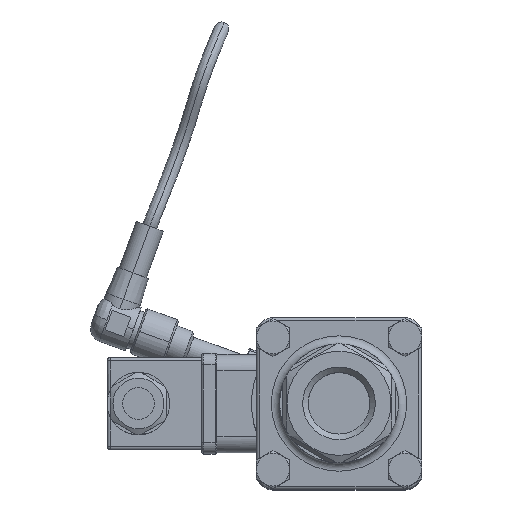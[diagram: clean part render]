
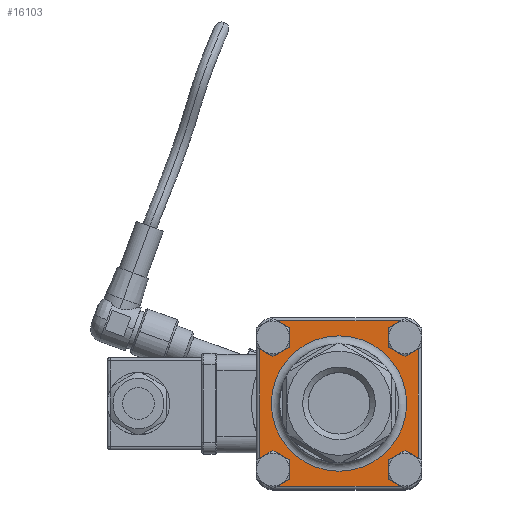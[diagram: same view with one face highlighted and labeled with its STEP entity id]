
A CAD part, top view. The second image highlights one B-rep face of the part: STEP entity #16103.
In plain terms, the highlighted planar face has unit normal (0, 0, 1).
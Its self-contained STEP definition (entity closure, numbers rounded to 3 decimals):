
#924=LINE('',#24599,#1927);
#925=LINE('',#24607,#1928);
#926=LINE('',#24615,#1929);
#927=LINE('',#24623,#1930);
#1927=VECTOR('',#19728,10.);
#1928=VECTOR('',#19735,10.);
#1929=VECTOR('',#19742,10.);
#1930=VECTOR('',#19749,10.);
#3704=FACE_BOUND('',#6030,.T.);
#3988=CIRCLE('',#17347,20.5);
#3990=CIRCLE('',#17350,4.45);
#3991=CIRCLE('',#17351,4.45);
#3992=CIRCLE('',#17352,4.45);
#3993=CIRCLE('',#17353,4.);
#3994=CIRCLE('',#17354,4.);
#3995=CIRCLE('',#17355,4.45);
#3996=CIRCLE('',#17356,4.45);
#3997=CIRCLE('',#17357,4.45);
#3998=CIRCLE('',#17358,4.45);
#3999=CIRCLE('',#17359,4.);
#4000=CIRCLE('',#17360,4.);
#4435=PLANE('',#17349);
#5087=FACE_OUTER_BOUND('',#6029,.T.);
#6029=EDGE_LOOP('',(#11918,#11919,#11920,#11921,#11922,#11923,#11924,#11925,
#11926,#11927,#11928,#11929,#11930,#11931,#11932));
#6030=EDGE_LOOP('',(#11933));
#7497=VERTEX_POINT('',#24591);
#7498=VERTEX_POINT('',#24595);
#7499=VERTEX_POINT('',#24596);
#7500=VERTEX_POINT('',#24598);
#7501=VERTEX_POINT('',#24600);
#7502=VERTEX_POINT('',#24602);
#7503=VERTEX_POINT('',#24604);
#7504=VERTEX_POINT('',#24606);
#7505=VERTEX_POINT('',#24608);
#7506=VERTEX_POINT('',#24610);
#7507=VERTEX_POINT('',#24612);
#7508=VERTEX_POINT('',#24614);
#7509=VERTEX_POINT('',#24616);
#7510=VERTEX_POINT('',#24618);
#7511=VERTEX_POINT('',#24620);
#7512=VERTEX_POINT('',#24622);
#9183=EDGE_CURVE('',#7497,#7497,#3988,.T.);
#9185=EDGE_CURVE('',#7498,#7499,#3990,.T.);
#9186=EDGE_CURVE('',#7500,#7499,#924,.T.);
#9187=EDGE_CURVE('',#7500,#7501,#3991,.T.);
#9188=EDGE_CURVE('',#7501,#7502,#3992,.T.);
#9189=EDGE_CURVE('',#7503,#7502,#3993,.T.);
#9190=EDGE_CURVE('',#7504,#7503,#925,.T.);
#9191=EDGE_CURVE('',#7505,#7504,#3994,.T.);
#9192=EDGE_CURVE('',#7505,#7506,#3995,.T.);
#9193=EDGE_CURVE('',#7506,#7507,#3996,.T.);
#9194=EDGE_CURVE('',#7508,#7507,#926,.T.);
#9195=EDGE_CURVE('',#7508,#7509,#3997,.T.);
#9196=EDGE_CURVE('',#7509,#7510,#3998,.T.);
#9197=EDGE_CURVE('',#7511,#7510,#3999,.T.);
#9198=EDGE_CURVE('',#7512,#7511,#927,.T.);
#9199=EDGE_CURVE('',#7498,#7512,#4000,.T.);
#11918=ORIENTED_EDGE('',*,*,#9185,.T.);
#11919=ORIENTED_EDGE('',*,*,#9186,.F.);
#11920=ORIENTED_EDGE('',*,*,#9187,.T.);
#11921=ORIENTED_EDGE('',*,*,#9188,.T.);
#11922=ORIENTED_EDGE('',*,*,#9189,.F.);
#11923=ORIENTED_EDGE('',*,*,#9190,.F.);
#11924=ORIENTED_EDGE('',*,*,#9191,.F.);
#11925=ORIENTED_EDGE('',*,*,#9192,.T.);
#11926=ORIENTED_EDGE('',*,*,#9193,.T.);
#11927=ORIENTED_EDGE('',*,*,#9194,.F.);
#11928=ORIENTED_EDGE('',*,*,#9195,.T.);
#11929=ORIENTED_EDGE('',*,*,#9196,.T.);
#11930=ORIENTED_EDGE('',*,*,#9197,.F.);
#11931=ORIENTED_EDGE('',*,*,#9198,.F.);
#11932=ORIENTED_EDGE('',*,*,#9199,.F.);
#11933=ORIENTED_EDGE('',*,*,#9183,.F.);
#16103=ADVANCED_FACE('',(#5087,#3704),#4435,.T.);
#17347=AXIS2_PLACEMENT_3D('',#24592,#19720,#19721);
#17349=AXIS2_PLACEMENT_3D('',#24594,#19724,#19725);
#17350=AXIS2_PLACEMENT_3D('',#24597,#19726,#19727);
#17351=AXIS2_PLACEMENT_3D('',#24601,#19729,#19730);
#17352=AXIS2_PLACEMENT_3D('',#24603,#19731,#19732);
#17353=AXIS2_PLACEMENT_3D('',#24605,#19733,#19734);
#17354=AXIS2_PLACEMENT_3D('',#24609,#19736,#19737);
#17355=AXIS2_PLACEMENT_3D('',#24611,#19738,#19739);
#17356=AXIS2_PLACEMENT_3D('',#24613,#19740,#19741);
#17357=AXIS2_PLACEMENT_3D('',#24617,#19743,#19744);
#17358=AXIS2_PLACEMENT_3D('',#24619,#19745,#19746);
#17359=AXIS2_PLACEMENT_3D('',#24621,#19747,#19748);
#17360=AXIS2_PLACEMENT_3D('',#24624,#19750,#19751);
#19720=DIRECTION('center_axis',(0.,0.,1.));
#19721=DIRECTION('ref_axis',(-1.,0.,0.));
#19724=DIRECTION('center_axis',(0.,0.,1.));
#19725=DIRECTION('ref_axis',(1.,0.,0.));
#19726=DIRECTION('center_axis',(0.,0.,-1.));
#19727=DIRECTION('ref_axis',(-0.866,0.5,0.));
#19728=DIRECTION('',(0.,-1.,0.));
#19729=DIRECTION('center_axis',(0.,0.,-1.));
#19730=DIRECTION('ref_axis',(-0.866,0.5,0.));
#19731=DIRECTION('center_axis',(0.,0.,-1.));
#19732=DIRECTION('ref_axis',(-0.866,0.5,0.));
#19733=DIRECTION('center_axis',(0.,0.,-1.));
#19734=DIRECTION('ref_axis',(0.707,0.707,0.));
#19735=DIRECTION('',(1.,0.,0.));
#19736=DIRECTION('center_axis',(0.,0.,-1.));
#19737=DIRECTION('ref_axis',(-0.707,0.707,0.));
#19738=DIRECTION('center_axis',(0.,0.,-1.));
#19739=DIRECTION('ref_axis',(-0.866,0.5,0.));
#19740=DIRECTION('center_axis',(0.,0.,-1.));
#19741=DIRECTION('ref_axis',(-0.866,0.5,0.));
#19742=DIRECTION('',(0.,1.,0.));
#19743=DIRECTION('center_axis',(0.,0.,-1.));
#19744=DIRECTION('ref_axis',(-0.866,0.5,0.));
#19745=DIRECTION('center_axis',(0.,0.,-1.));
#19746=DIRECTION('ref_axis',(-0.866,0.5,0.));
#19747=DIRECTION('center_axis',(0.,0.,-1.));
#19748=DIRECTION('ref_axis',(-0.707,-0.707,0.));
#19749=DIRECTION('',(-1.,0.,0.));
#19750=DIRECTION('center_axis',(0.,0.,-1.));
#19751=DIRECTION('ref_axis',(0.707,-0.707,0.));
#24591=CARTESIAN_POINT('',(-20.5,0.,8.5));
#24592=CARTESIAN_POINT('Origin',(0.,0.,8.5));
#24594=CARTESIAN_POINT('Origin',(0.,0.,
8.5));
#24595=CARTESIAN_POINT('',(23.747,-22.401,8.5));
#24596=CARTESIAN_POINT('',(24.,-18.05,8.5));
#24597=CARTESIAN_POINT('Origin',(20.,-20.,8.5));
#24598=CARTESIAN_POINT('',(24.,18.05,8.5));
#24599=CARTESIAN_POINT('',(24.,13.,8.5));
#24600=CARTESIAN_POINT('',(23.854,17.775,8.5));
#24601=CARTESIAN_POINT('Origin',(20.,20.,8.5));
#24602=CARTESIAN_POINT('',(23.747,22.401,8.5));
#24603=CARTESIAN_POINT('Origin',(20.,20.,8.5));
#24604=CARTESIAN_POINT('',(20.,25.,8.5));
#24605=CARTESIAN_POINT('Origin',(20.,21.,8.5));
#24606=CARTESIAN_POINT('',(-20.,25.,8.5));
#24607=CARTESIAN_POINT('',(-12.5,25.,8.5));
#24608=CARTESIAN_POINT('',(-23.747,22.401,8.5));
#24609=CARTESIAN_POINT('Origin',(-20.,21.,8.5));
#24610=CARTESIAN_POINT('',(-16.146,17.775,8.5));
#24611=CARTESIAN_POINT('Origin',(-20.,20.,8.5));
#24612=CARTESIAN_POINT('',(-24.,18.05,8.5));
#24613=CARTESIAN_POINT('Origin',(-20.,20.,8.5));
#24614=CARTESIAN_POINT('',(-24.,-18.05,8.5));
#24615=CARTESIAN_POINT('',(-24.,-13.,8.5));
#24616=CARTESIAN_POINT('',(-16.146,-22.225,8.5));
#24617=CARTESIAN_POINT('Origin',(-20.,-20.,8.5));
#24618=CARTESIAN_POINT('',(-23.747,-22.401,8.5));
#24619=CARTESIAN_POINT('Origin',(-20.,-20.,8.5));
#24620=CARTESIAN_POINT('',(-20.,-25.,8.5));
#24621=CARTESIAN_POINT('Origin',(-20.,-21.,8.5));
#24622=CARTESIAN_POINT('',(20.,-25.,8.5));
#24623=CARTESIAN_POINT('',(12.5,-25.,8.5));
#24624=CARTESIAN_POINT('Origin',(20.,-21.,8.5));
